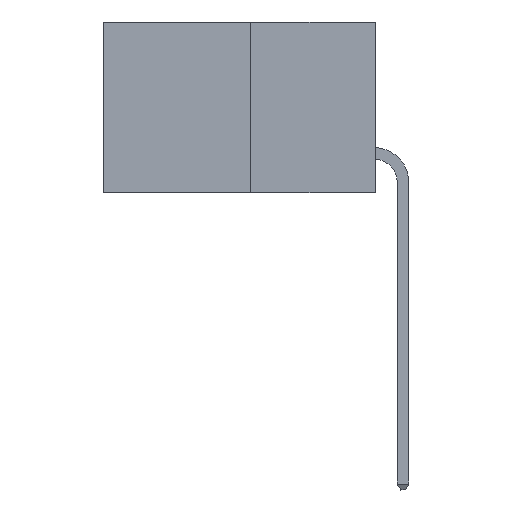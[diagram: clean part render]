
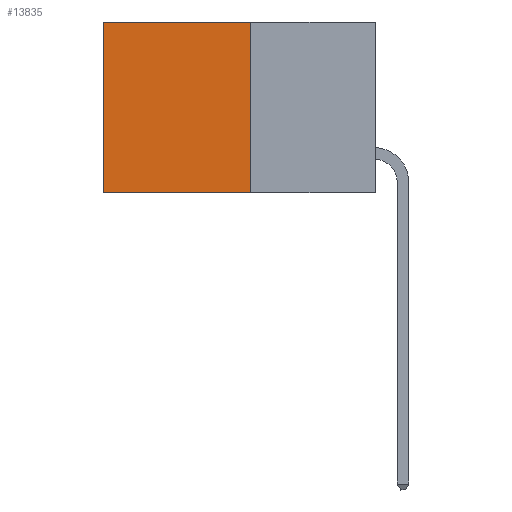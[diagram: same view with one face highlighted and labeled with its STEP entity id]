
A CAD part, left-side view. The second image highlights one B-rep face of the part: STEP entity #13835.
In plain terms, the highlighted planar face has unit normal (-1, 0, 0).
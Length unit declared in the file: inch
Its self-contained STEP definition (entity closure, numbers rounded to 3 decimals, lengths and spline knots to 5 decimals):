
#604 = DIRECTION ( 'NONE',  ( 0., 0., -1. ) ) ;
#823 = VECTOR ( 'NONE', #2782, 39.37008 ) ;
#1125 = FACE_OUTER_BOUND ( 'NONE', #10943, .T. ) ;
#1204 = LINE ( 'NONE', #1496, #823 ) ;
#1496 = CARTESIAN_POINT ( 'NONE',  ( 0.277, 0.59, -0.37 ) ) ;
#1529 = VECTOR ( 'NONE', #14315, 39.37008 ) ;
#2782 = DIRECTION ( 'NONE',  ( 0., 0., -1. ) ) ;
#3143 = EDGE_CURVE ( 'NONE', #4530, #10149, #8650, .T. ) ;
#4148 = ORIENTED_EDGE ( 'NONE', *, *, #14592, .F. ) ;
#4530 = VERTEX_POINT ( 'NONE', #10380 ) ;
#4540 = CARTESIAN_POINT ( 'NONE',  ( 0.277, 0.27, -0.37 ) ) ;
#4720 = ORIENTED_EDGE ( 'NONE', *, *, #10593, .T. ) ;
#4891 = VERTEX_POINT ( 'NONE', #16139 ) ;
#6932 = PLANE ( 'NONE',  #9651 ) ;
#6955 = ORIENTED_EDGE ( 'NONE', *, *, #3143, .F. ) ;
#7887 = ORIENTED_EDGE ( 'NONE', *, *, #8171, .T. ) ;
#8171 = EDGE_CURVE ( 'NONE', #4530, #15158, #9156, .T. ) ;
#8184 = DIRECTION ( 'NONE',  ( 1., 0., 0. ) ) ;
#8650 = LINE ( 'NONE', #13191, #1529 ) ;
#9156 = LINE ( 'NONE', #15296, #13237 ) ;
#9651 = AXIS2_PLACEMENT_3D ( 'NONE', #10606, #8184, #604 ) ;
#10149 = VERTEX_POINT ( 'NONE', #13148 ) ;
#10380 = CARTESIAN_POINT ( 'NONE',  ( 0.277, 0.27, 0. ) ) ;
#10593 = EDGE_CURVE ( 'NONE', #15158, #4891, #1204, .T. ) ;
#10606 = CARTESIAN_POINT ( 'NONE',  ( 0.277, 0.27, -0.37 ) ) ;
#10943 = EDGE_LOOP ( 'NONE', ( #4720, #4148, #6955, #7887 ) ) ;
#11623 = DIRECTION ( 'NONE',  ( 0., 1., 0. ) ) ;
#11863 = CARTESIAN_POINT ( 'NONE',  ( 0.277, 0.59, 0. ) ) ;
#11906 = VECTOR ( 'NONE', #14454, 39.37008 ) ;
#13148 = CARTESIAN_POINT ( 'NONE',  ( 0.277, 0.27, -0.37 ) ) ;
#13191 = CARTESIAN_POINT ( 'NONE',  ( 0.277, 0.27, -0.37 ) ) ;
#13237 = VECTOR ( 'NONE', #11623, 39.37008 ) ;
#13835 = ADVANCED_FACE ( 'NONE', ( #1125 ), #6932, .F. ) ;
#14315 = DIRECTION ( 'NONE',  ( 0., 0., -1. ) ) ;
#14454 = DIRECTION ( 'NONE',  ( 0., 1., 0. ) ) ;
#14592 = EDGE_CURVE ( 'NONE', #10149, #4891, #15123, .T. ) ;
#15123 = LINE ( 'NONE', #4540, #11906 ) ;
#15158 = VERTEX_POINT ( 'NONE', #11863 ) ;
#15296 = CARTESIAN_POINT ( 'NONE',  ( 0.277, 0.27, 0. ) ) ;
#16139 = CARTESIAN_POINT ( 'NONE',  ( 0.277, 0.59, -0.37 ) ) ;
